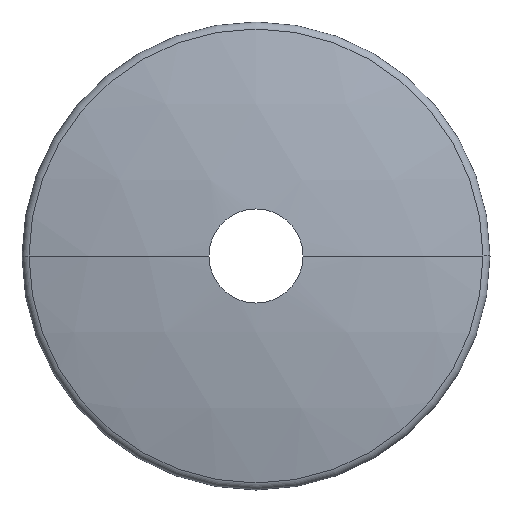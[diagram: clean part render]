
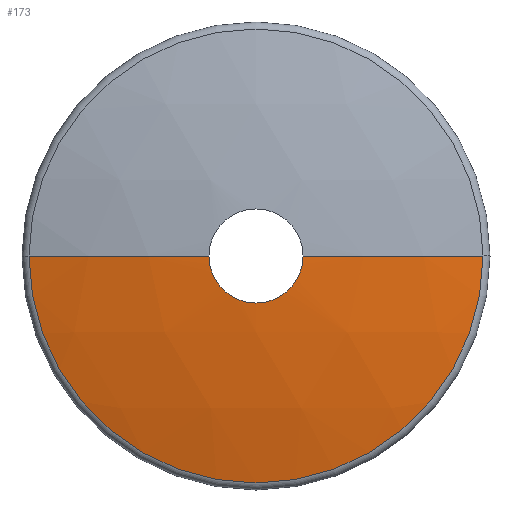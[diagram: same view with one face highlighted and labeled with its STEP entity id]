
A CAD part, left-side view. The second image highlights one B-rep face of the part: STEP entity #173.
In plain terms, the highlighted spherical face has radius 51.594 mm.
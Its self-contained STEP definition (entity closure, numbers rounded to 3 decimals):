
#8 = ORIENTED_EDGE ( 'NONE', *, *, #203, .T. ) ;
#10 = ORIENTED_EDGE ( 'NONE', *, *, #227, .T. ) ;
#31 = FACE_OUTER_BOUND ( 'NONE', #32, .T. ) ;
#32 = EDGE_LOOP ( 'NONE', ( #110, #113, #10, #8, #74 ) ) ;
#55 = SPHERICAL_SURFACE ( 'NONE', #191, 51.594 ) ;
#66 = CIRCLE ( 'NONE', #218, 2.553 ) ;
#74 = ORIENTED_EDGE ( 'NONE', *, *, #225, .F. ) ;
#93 = CIRCLE ( 'NONE', #187, 2.553 ) ;
#110 = ORIENTED_EDGE ( 'NONE', *, *, #231, .T. ) ;
#113 = ORIENTED_EDGE ( 'NONE', *, *, #228, .T. ) ;
#130 = CIRCLE ( 'NONE', #219, 51.594 ) ;
#150 = CIRCLE ( 'NONE', #249, 12.319 ) ;
#156 = CIRCLE ( 'NONE', #239, 51.594 ) ;
#173 = ADVANCED_FACE ( 'NONE', ( #31 ), #55, .T. ) ;
#187 = AXIS2_PLACEMENT_3D ( 'NONE', #383, #296, #324 ) ;
#191 = AXIS2_PLACEMENT_3D ( 'NONE', #392, #391, #402 ) ;
#203 = EDGE_CURVE ( 'NONE', #404, #406, #66, .T. ) ;
#218 = AXIS2_PLACEMENT_3D ( 'NONE', #354, #355, #356 ) ;
#219 = AXIS2_PLACEMENT_3D ( 'NONE', #372, #378, #379 ) ;
#225 = EDGE_CURVE ( 'NONE', #422, #406, #130, .T. ) ;
#227 = EDGE_CURVE ( 'NONE', #420, #404, #93, .T. ) ;
#228 = EDGE_CURVE ( 'NONE', #410, #420, #156, .T. ) ;
#231 = EDGE_CURVE ( 'NONE', #422, #410, #150, .T. ) ;
#239 = AXIS2_PLACEMENT_3D ( 'NONE', #380, #303, #399 ) ;
#249 = AXIS2_PLACEMENT_3D ( 'NONE', #401, #304, #301 ) ;
#272 = CARTESIAN_POINT ( 'NONE',  ( -12.637, -2.553, 0. ) ) ;
#274 = CARTESIAN_POINT ( 'NONE',  ( -11.208, 12.319, 0. ) ) ;
#289 = CARTESIAN_POINT ( 'NONE',  ( -12.637, 0., -2.553 ) ) ;
#293 = CARTESIAN_POINT ( 'NONE',  ( -11.208, -12.319, 0. ) ) ;
#295 = CARTESIAN_POINT ( 'NONE',  ( -12.637, 2.553, 0. ) ) ;
#296 = DIRECTION ( 'NONE',  ( 1., 0., 0. ) ) ;
#301 = DIRECTION ( 'NONE',  ( 0., 1., 0. ) ) ;
#303 = DIRECTION ( 'NONE',  ( 0., 0., -1. ) ) ;
#304 = DIRECTION ( 'NONE',  ( -1., 0., 0. ) ) ;
#324 = DIRECTION ( 'NONE',  ( 0., 0., -1. ) ) ;
#354 = CARTESIAN_POINT ( 'NONE',  ( -12.637, 0., 0. ) ) ;
#355 = DIRECTION ( 'NONE',  ( 1., 0., 0. ) ) ;
#356 = DIRECTION ( 'NONE',  ( 0., 0., -1. ) ) ;
#372 = CARTESIAN_POINT ( 'NONE',  ( 38.894, 0., 0. ) ) ;
#378 = DIRECTION ( 'NONE',  ( 0., 0., 1. ) ) ;
#379 = DIRECTION ( 'NONE',  ( 1., 0., 0. ) ) ;
#380 = CARTESIAN_POINT ( 'NONE',  ( 38.894, 0., 0. ) ) ;
#383 = CARTESIAN_POINT ( 'NONE',  ( -12.637, 0., 0. ) ) ;
#391 = DIRECTION ( 'NONE',  ( 0., 0., -1. ) ) ;
#392 = CARTESIAN_POINT ( 'NONE',  ( 38.894, 0., 0. ) ) ;
#399 = DIRECTION ( 'NONE',  ( 0., 1., 0. ) ) ;
#401 = CARTESIAN_POINT ( 'NONE',  ( -11.208, 0., 0. ) ) ;
#402 = DIRECTION ( 'NONE',  ( 0., 1., 0. ) ) ;
#404 = VERTEX_POINT ( 'NONE', #289 ) ;
#406 = VERTEX_POINT ( 'NONE', #295 ) ;
#410 = VERTEX_POINT ( 'NONE', #293 ) ;
#420 = VERTEX_POINT ( 'NONE', #272 ) ;
#422 = VERTEX_POINT ( 'NONE', #274 ) ;
